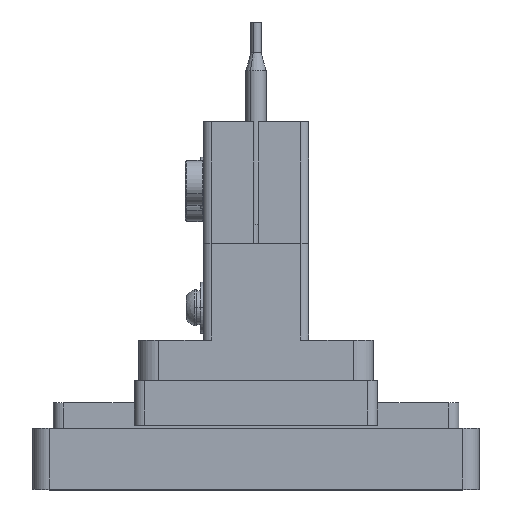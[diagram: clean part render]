
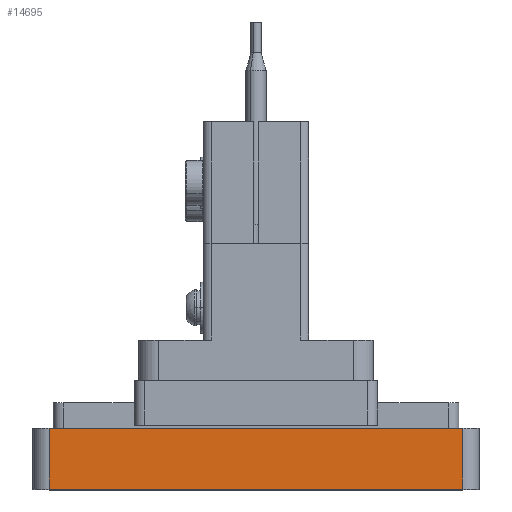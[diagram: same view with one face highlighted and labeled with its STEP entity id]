
A CAD part, top view. The second image highlights one B-rep face of the part: STEP entity #14695.
In plain terms, the highlighted planar face has unit normal (0, 0, 1).
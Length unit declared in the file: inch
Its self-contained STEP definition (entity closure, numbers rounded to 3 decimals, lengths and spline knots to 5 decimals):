
#817 = VECTOR ( 'NONE', #20851, 39.37008 ) ;
#910 = LINE ( 'NONE', #18709, #817 ) ;
#1797 = CARTESIAN_POINT ( 'NONE',  ( -1.36276, -0.945, 1.51513 ) ) ;
#1817 = CARTESIAN_POINT ( 'NONE',  ( 1.28724, -0.57, 1.51513 ) ) ;
#1822 = VERTEX_POINT ( 'NONE', #1817 ) ;
#1993 = ORIENTED_EDGE ( 'NONE', *, *, #18149, .T. ) ;
#2921 = CARTESIAN_POINT ( 'NONE',  ( -1.26276, -0.945, 1.51513 ) ) ;
#3645 = FACE_OUTER_BOUND ( 'NONE', #14940, .T. ) ;
#6256 = DIRECTION ( 'NONE',  ( -1., 0., 0. ) ) ;
#7530 = CARTESIAN_POINT ( 'NONE',  ( 0.01224, -0.7575, 1.51513 ) ) ;
#7824 = VECTOR ( 'NONE', #16459, 39.37008 ) ;
#8432 = VERTEX_POINT ( 'NONE', #2921 ) ;
#9623 = DIRECTION ( 'NONE',  ( 1., 0., 0. ) ) ;
#10801 = VECTOR ( 'NONE', #6256, 39.37008 ) ;
#10918 = LINE ( 'NONE', #18562, #10801 ) ;
#10930 = ORIENTED_EDGE ( 'NONE', *, *, #18065, .T. ) ;
#11958 = LINE ( 'NONE', #1797, #25949 ) ;
#12301 = LINE ( 'NONE', #14410, #7824 ) ;
#13772 = VERTEX_POINT ( 'NONE', #22849 ) ;
#14013 = ORIENTED_EDGE ( 'NONE', *, *, #15609, .T. ) ;
#14410 = CARTESIAN_POINT ( 'NONE',  ( 1.28724, -0.57, 1.51513 ) ) ;
#14695 = ADVANCED_FACE ( 'NONE', ( #3645 ), #23700, .T. ) ;
#14907 = EDGE_CURVE ( 'NONE', #13772, #8432, #910, .T. ) ;
#14940 = EDGE_LOOP ( 'NONE', ( #10930, #14013, #1993, #16789 ) ) ;
#15609 = EDGE_CURVE ( 'NONE', #25184, #1822, #12301, .T. ) ;
#16201 = DIRECTION ( 'NONE',  ( 1., 0., 0. ) ) ;
#16459 = DIRECTION ( 'NONE',  ( 0., 1., 0. ) ) ;
#16789 = ORIENTED_EDGE ( 'NONE', *, *, #14907, .T. ) ;
#17674 = AXIS2_PLACEMENT_3D ( 'NONE', #7530, #21976, #9623 ) ;
#18065 = EDGE_CURVE ( 'NONE', #8432, #25184, #11958, .T. ) ;
#18149 = EDGE_CURVE ( 'NONE', #1822, #13772, #10918, .T. ) ;
#18562 = CARTESIAN_POINT ( 'NONE',  ( -1.36276, -0.57, 1.51513 ) ) ;
#18709 = CARTESIAN_POINT ( 'NONE',  ( -1.26276, -0.945, 1.51513 ) ) ;
#20851 = DIRECTION ( 'NONE',  ( 0., -1., 0. ) ) ;
#21976 = DIRECTION ( 'NONE',  ( 0., 0., 1. ) ) ;
#22849 = CARTESIAN_POINT ( 'NONE',  ( -1.26276, -0.57, 1.51513 ) ) ;
#23024 = CARTESIAN_POINT ( 'NONE',  ( 1.28724, -0.945, 1.51513 ) ) ;
#23700 = PLANE ( 'NONE',  #17674 ) ;
#25184 = VERTEX_POINT ( 'NONE', #23024 ) ;
#25949 = VECTOR ( 'NONE', #16201, 39.37008 ) ;
